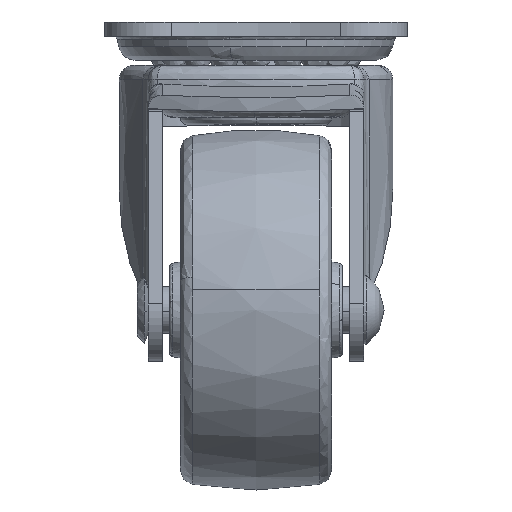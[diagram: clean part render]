
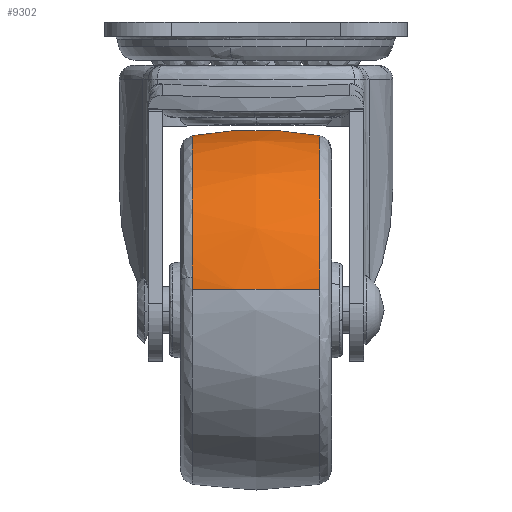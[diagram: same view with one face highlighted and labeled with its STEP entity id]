
A CAD part, left-side view. The second image highlights one B-rep face of the part: STEP entity #9302.
In plain terms, the highlighted free-form (B-spline) face has degree [2, 2] with [5, 5] control points.
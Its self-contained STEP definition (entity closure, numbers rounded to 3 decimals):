
#8464=CARTESIAN_POINT('',(-23.781,8.854,4.536));
#8465=VERTEX_POINT('',#8464);
#8479=CARTESIAN_POINT('',(0.0,8.854,24.21));
#8480=VERTEX_POINT('',#8479);
#8481=CARTESIAN_POINT('',(0.0,8.854,24.21));
#8482=CARTESIAN_POINT('',(-20.028,8.854,24.21));
#8483=CARTESIAN_POINT('',(-23.781,8.854,4.536));
#8491=(BOUNDED_CURVE()B_SPLINE_CURVE(2,(#8481,#8482,#8483),.UNSPECIFIED.,.F.,.U.)B_SPLINE_CURVE_WITH_KNOTS((3,3),(0.5,0.718),.UNSPECIFIED.)CURVE()GEOMETRIC_REPRESENTATION_ITEM()RATIONAL_B_SPLINE_CURVE((1.0,0.745,0.934))REPRESENTATION_ITEM(''));
#8492=EDGE_CURVE('',#8480,#8465,#8491,.T.);
#8581=CARTESIAN_POINT('',(-24.048,8.854,2.795));
#8582=VERTEX_POINT('',#8581);
#8598=CARTESIAN_POINT('',(-23.781,8.854,4.536));
#8599=CARTESIAN_POINT('',(-23.946,8.854,3.671));
#8600=CARTESIAN_POINT('',(-24.048,8.854,2.795));
#8608=(BOUNDED_CURVE()B_SPLINE_CURVE(2,(#8598,#8599,#8600),.UNSPECIFIED.,.F.,.U.)B_SPLINE_CURVE_WITH_KNOTS((3,3),(0.718,0.73),.UNSPECIFIED.)CURVE()GEOMETRIC_REPRESENTATION_ITEM()RATIONAL_B_SPLINE_CURVE((0.934,0.945,0.957))REPRESENTATION_ITEM(''));
#8609=EDGE_CURVE('',#8465,#8582,#8608,.T.);
#8811=CARTESIAN_POINT('',(0.0,-8.854,24.21));
#8812=VERTEX_POINT('',#8811);
#8826=CARTESIAN_POINT('',(-24.048,-8.854,2.795));
#8827=VERTEX_POINT('',#8826);
#8828=CARTESIAN_POINT('',(0.0,-8.854,24.21));
#8829=CARTESIAN_POINT('',(-21.559,-8.854,24.21));
#8830=CARTESIAN_POINT('',(-24.048,-8.854,2.795));
#8838=(BOUNDED_CURVE()B_SPLINE_CURVE(2,(#8828,#8829,#8830),.UNSPECIFIED.,.F.,.U.)B_SPLINE_CURVE_WITH_KNOTS((3,3),(0.5,0.73),.UNSPECIFIED.)CURVE()GEOMETRIC_REPRESENTATION_ITEM()RATIONAL_B_SPLINE_CURVE((1.0,0.731,0.957))REPRESENTATION_ITEM(''));
#8839=EDGE_CURVE('',#8812,#8827,#8838,.T.);
#9225=CARTESIAN_POINT('',(0.0,-8.854,24.21));
#9226=CARTESIAN_POINT('',(0.0,-4.462,25.0));
#9227=CARTESIAN_POINT('',(0.0,0.0,25.0));
#9228=CARTESIAN_POINT('',(0.0,4.462,25.));
#9229=CARTESIAN_POINT('',(0.0,8.854,24.21));
#9237=(BOUNDED_CURVE()B_SPLINE_CURVE(2,(#9225,#9226,#9227,#9228,#9229),.UNSPECIFIED.,.F.,.U.)B_SPLINE_CURVE_WITH_KNOTS((3,2,3),(0.413,0.5,0.587),.UNSPECIFIED.)CURVE()GEOMETRIC_REPRESENTATION_ITEM()RATIONAL_B_SPLINE_CURVE((0.961,0.977,1.0,0.977,0.961))REPRESENTATION_ITEM(''));
#9238=EDGE_CURVE('',#8812,#8480,#9237,.T.);
#9244=CARTESIAN_POINT('',(-24.048,-8.854,2.795));
#9245=CARTESIAN_POINT('',(-24.833,-4.462,2.887));
#9246=CARTESIAN_POINT('',(-24.833,0.,2.887));
#9247=CARTESIAN_POINT('',(-24.833,4.462,2.887));
#9248=CARTESIAN_POINT('',(-24.048,8.854,2.795));
#9256=(BOUNDED_CURVE()B_SPLINE_CURVE(2,(#9244,#9245,#9246,#9247,#9248),.UNSPECIFIED.,.F.,.U.)B_SPLINE_CURVE_WITH_KNOTS((3,2,3),(0.413,0.5,0.587),.UNSPECIFIED.)CURVE()GEOMETRIC_REPRESENTATION_ITEM()RATIONAL_B_SPLINE_CURVE((0.92,0.935,0.957,0.935,0.92))REPRESENTATION_ITEM(''));
#9257=EDGE_CURVE('',#8827,#8582,#9256,.T.);
#9262=CARTESIAN_POINT('',(0.156,-9.745,24.041));
#9263=CARTESIAN_POINT('',(0.162,-4.92,25.));
#9264=CARTESIAN_POINT('',(0.162,0.0,25.));
#9265=CARTESIAN_POINT('',(0.162,4.92,25.));
#9266=CARTESIAN_POINT('',(0.156,9.745,24.041));
#9267=CARTESIAN_POINT('',(0.078,-9.745,24.041));
#9268=CARTESIAN_POINT('',(0.081,-4.92,25.));
#9269=CARTESIAN_POINT('',(0.081,0.0,25.0));
#9270=CARTESIAN_POINT('',(0.081,4.92,25.0));
#9271=CARTESIAN_POINT('',(0.078,9.745,24.041));
#9272=CARTESIAN_POINT('',(-21.408,-9.745,24.041));
#9273=CARTESIAN_POINT('',(-22.262,-4.92,25.));
#9274=CARTESIAN_POINT('',(-22.262,0.0,25.));
#9275=CARTESIAN_POINT('',(-22.262,4.92,25.0));
#9276=CARTESIAN_POINT('',(-21.408,9.745,24.041));
#9277=CARTESIAN_POINT('',(-23.89,-9.745,2.695));
#9278=CARTESIAN_POINT('',(-24.843,-4.92,2.802));
#9279=CARTESIAN_POINT('',(-24.843,0.0,2.802));
#9280=CARTESIAN_POINT('',(-24.843,4.92,2.802));
#9281=CARTESIAN_POINT('',(-23.89,9.745,2.695));
#9282=CARTESIAN_POINT('',(-23.899,-9.745,2.614));
#9283=CARTESIAN_POINT('',(-24.852,-4.92,2.718));
#9284=CARTESIAN_POINT('',(-24.852,0.0,2.718));
#9285=CARTESIAN_POINT('',(-24.852,4.92,2.718));
#9286=CARTESIAN_POINT('',(-23.899,9.745,2.614));
#9294=(BOUNDED_SURFACE()B_SPLINE_SURFACE(2,2,((#9262,#9267,#9272,#9277,#9282),(#9263,#9268,#9273,#9278,#9283),(#9264,#9269,#9274,#9279,#9284),(#9265,#9270,#9275,#9280,#9285),(#9266,#9271,#9276,#9281,#9286)),.UNSPECIFIED.,.F.,.F.,.U.)B_SPLINE_SURFACE_WITH_KNOTS((3,2,3),(3,1,1,3),(0.0,10.002,20.005),(0.0,0.19,38.256,38.447),.UNSPECIFIED.)GEOMETRIC_REPRESENTATION_ITEM()RATIONAL_B_SPLINE_SURFACE(((0.961,0.96,0.7,0.918,0.919),(0.977,0.976,0.712,0.933,0.935),(1.003,1.001,0.731,0.958,0.959),(0.977,0.976,0.712,0.933,0.935),(0.961,0.96,0.7,0.918,0.919)))REPRESENTATION_ITEM('')SURFACE());
#9295=ORIENTED_EDGE('',*,*,#8492,.T.);
#9296=ORIENTED_EDGE('',*,*,#8609,.T.);
#9297=ORIENTED_EDGE('',*,*,#9257,.F.);
#9298=ORIENTED_EDGE('',*,*,#8839,.F.);
#9299=ORIENTED_EDGE('',*,*,#9238,.T.);
#9300=EDGE_LOOP('',(#9295,#9296,#9297,#9298,#9299));
#9301=FACE_OUTER_BOUND('',#9300,.T.);
#9302=ADVANCED_FACE('',(#9301),#9294,.T.);
